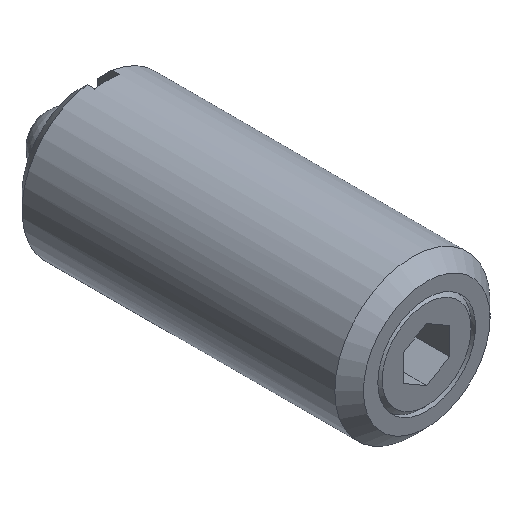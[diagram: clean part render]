
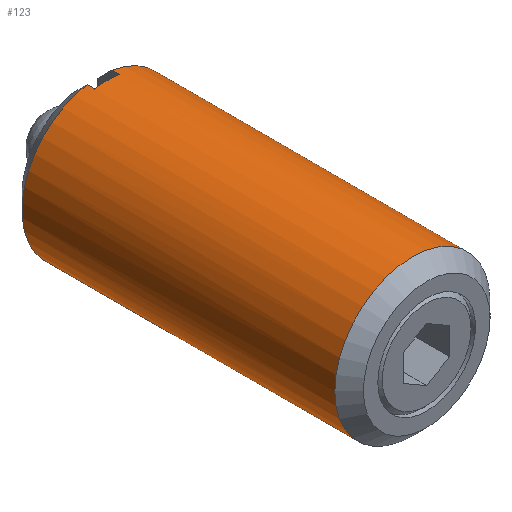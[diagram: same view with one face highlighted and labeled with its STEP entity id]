
A CAD part, isometric view. The second image highlights one B-rep face of the part: STEP entity #123.
In plain terms, the highlighted cylindrical face has radius 5 mm (diameter 10 mm), a full revolution.
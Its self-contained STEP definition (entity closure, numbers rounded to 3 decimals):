
#123 = ADVANCED_FACE( '', ( #285, #286 ), #287, .T. );
#285 = FACE_OUTER_BOUND( '', #481, .T. );
#286 = FACE_OUTER_BOUND( '', #482, .T. );
#287 = CYLINDRICAL_SURFACE( '', #483, 5. );
#481 = EDGE_LOOP( '', ( #775 ) );
#482 = EDGE_LOOP( '', ( #776, #777, #778, #779, #780, #781, #782, #783, #784, #785, #786, #787, #788, #789, #790, #791 ) );
#483 = AXIS2_PLACEMENT_3D( '', #792, #793, #794 );
#775 = ORIENTED_EDGE( '', *, *, #1175, .F. );
#776 = ORIENTED_EDGE( '', *, *, #1176, .F. );
#777 = ORIENTED_EDGE( '', *, *, #1177, .T. );
#778 = ORIENTED_EDGE( '', *, *, #1178, .T. );
#779 = ORIENTED_EDGE( '', *, *, #1179, .T. );
#780 = ORIENTED_EDGE( '', *, *, #1086, .T. );
#781 = ORIENTED_EDGE( '', *, *, #1180, .F. );
#782 = ORIENTED_EDGE( '', *, *, #1160, .F. );
#783 = ORIENTED_EDGE( '', *, *, #1181, .F. );
#784 = ORIENTED_EDGE( '', *, *, #1182, .T. );
#785 = ORIENTED_EDGE( '', *, *, #1183, .F. );
#786 = ORIENTED_EDGE( '', *, *, #1184, .F. );
#787 = ORIENTED_EDGE( '', *, *, #1185, .F. );
#788 = ORIENTED_EDGE( '', *, *, #1155, .T. );
#789 = ORIENTED_EDGE( '', *, *, #1186, .F. );
#790 = ORIENTED_EDGE( '', *, *, #1187, .F. );
#791 = ORIENTED_EDGE( '', *, *, #1102, .F. );
#792 = CARTESIAN_POINT( '', ( 0., 0., 0. ) );
#793 = DIRECTION( '', ( 0., 1., 0. ) );
#794 = DIRECTION( '', ( 0., 0., -1. ) );
#1086 = EDGE_CURVE( '', #1278, #1279, #1280, .T. );
#1102 = EDGE_CURVE( '', #1305, #1306, #1307, .F. );
#1155 = EDGE_CURVE( '', #1397, #1394, #1398, .T. );
#1160 = EDGE_CURVE( '', #1403, #1405, #1406, .T. );
#1175 = EDGE_CURVE( '', #1427, #1427, #1428, .T. );
#1176 = EDGE_CURVE( '', #1429, #1305, #1430, .T. );
#1177 = EDGE_CURVE( '', #1429, #1431, #1432, .F. );
#1178 = EDGE_CURVE( '', #1431, #1433, #1434, .F. );
#1179 = EDGE_CURVE( '', #1433, #1278, #1435, .F. );
#1180 = EDGE_CURVE( '', #1405, #1279, #1436, .F. );
#1181 = EDGE_CURVE( '', #1437, #1403, #1438, .T. );
#1182 = EDGE_CURVE( '', #1437, #1439, #1440, .T. );
#1183 = EDGE_CURVE( '', #1441, #1439, #1442, .F. );
#1184 = EDGE_CURVE( '', #1443, #1441, #1444, .T. );
#1185 = EDGE_CURVE( '', #1397, #1443, #1445, .T. );
#1186 = EDGE_CURVE( '', #1446, #1394, #1447, .F. );
#1187 = EDGE_CURVE( '', #1306, #1446, #1448, .F. );
#1278 = VERTEX_POINT( '', #1548 );
#1279 = VERTEX_POINT( '', #1549 );
#1280 = CIRCLE( '', #1550, 5. );
#1305 = VERTEX_POINT( '', #1593 );
#1306 = VERTEX_POINT( '', #1594 );
#1307 = LINE( '', #1595, #1596 );
#1394 = VERTEX_POINT( '', #1782 );
#1397 = VERTEX_POINT( '', #1788 );
#1398 = CIRCLE( '', #1789, 5. );
#1403 = VERTEX_POINT( '', #1797 );
#1405 = VERTEX_POINT( '', #1800 );
#1406 = CIRCLE( '', #1801, 5. );
#1427 = VERTEX_POINT( '', #1832 );
#1428 = CIRCLE( '', #1833, 5. );
#1429 = VERTEX_POINT( '', #1834 );
#1430 = CIRCLE( '', #1835, 5. );
#1431 = VERTEX_POINT( '', #1836 );
#1432 = LINE( '', #1837, #1838 );
#1433 = VERTEX_POINT( '', #1839 );
#1434 = LINE( '', #1840, #1841 );
#1435 = LINE( '', #1842, #1843 );
#1436 = LINE( '', #1844, #1845 );
#1437 = VERTEX_POINT( '', #1846 );
#1438 = LINE( '', #1847, #1848 );
#1439 = VERTEX_POINT( '', #1849 );
#1440 = CIRCLE( '', #1850, 5. );
#1441 = VERTEX_POINT( '', #1851 );
#1442 = LINE( '', #1852, #1853 );
#1443 = VERTEX_POINT( '', #1854 );
#1444 = CIRCLE( '', #1855, 5. );
#1445 = LINE( '', #1856, #1857 );
#1446 = VERTEX_POINT( '', #1858 );
#1447 = LINE( '', #1859, #1860 );
#1448 = LINE( '', #1861, #1862 );
#1548 = CARTESIAN_POINT( '', ( 4.97, 21.08, 0.55 ) );
#1549 = CARTESIAN_POINT( '', ( 0.8, 21.08, 4.936 ) );
#1550 = AXIS2_PLACEMENT_3D( '', #2046, #2047, #2048 );
#1593 = CARTESIAN_POINT( '', ( 4.97, 8.4, -0.55 ) );
#1594 = CARTESIAN_POINT( '', ( 4.97, 10., -0.55 ) );
#1595 = CARTESIAN_POINT( '', ( 4.97, 0., -0.55 ) );
#1596 = VECTOR( '', #2058, 1000. );
#1782 = CARTESIAN_POINT( '', ( 4.97, 21.08, -0.55 ) );
#1788 = CARTESIAN_POINT( '', ( 0.8, 21.08, -4.936 ) );
#1789 = AXIS2_PLACEMENT_3D( '', #2108, #2109, #2110 );
#1797 = CARTESIAN_POINT( '', ( -0.8, 20.6, 4.936 ) );
#1800 = CARTESIAN_POINT( '', ( 0.8, 20.6, 4.936 ) );
#1801 = AXIS2_PLACEMENT_3D( '', #2115, #2116, #2117 );
#1832 = CARTESIAN_POINT( '', ( 0., 0.92, -5. ) );
#1833 = AXIS2_PLACEMENT_3D( '', #2131, #2132, #2133 );
#1834 = CARTESIAN_POINT( '', ( 4.97, 8.4, 0.55 ) );
#1835 = AXIS2_PLACEMENT_3D( '', #2134, #2135, #2136 );
#1836 = CARTESIAN_POINT( '', ( 4.97, 10., 0.55 ) );
#1837 = CARTESIAN_POINT( '', ( 4.97, 0., 0.55 ) );
#1838 = VECTOR( '', #2137, 1000. );
#1839 = CARTESIAN_POINT( '', ( 4.97, 19., 0.55 ) );
#1840 = CARTESIAN_POINT( '', ( 4.97, 0., 0.55 ) );
#1841 = VECTOR( '', #2138, 1000. );
#1842 = CARTESIAN_POINT( '', ( 4.97, 0., 0.55 ) );
#1843 = VECTOR( '', #2139, 1000. );
#1844 = CARTESIAN_POINT( '', ( 0.8, 0., 4.936 ) );
#1845 = VECTOR( '', #2140, 1000. );
#1846 = CARTESIAN_POINT( '', ( -0.8, 21.08, 4.936 ) );
#1847 = CARTESIAN_POINT( '', ( -0.8, 0., 4.936 ) );
#1848 = VECTOR( '', #2141, 1000. );
#1849 = CARTESIAN_POINT( '', ( -0.8, 21.08, -4.936 ) );
#1850 = AXIS2_PLACEMENT_3D( '', #2142, #2143, #2144 );
#1851 = CARTESIAN_POINT( '', ( -0.8, 20.6, -4.936 ) );
#1852 = CARTESIAN_POINT( '', ( -0.8, 0., -4.936 ) );
#1853 = VECTOR( '', #2145, 1000. );
#1854 = CARTESIAN_POINT( '', ( 0.8, 20.6, -4.936 ) );
#1855 = AXIS2_PLACEMENT_3D( '', #2146, #2147, #2148 );
#1856 = CARTESIAN_POINT( '', ( 0.8, 0., -4.936 ) );
#1857 = VECTOR( '', #2149, 1000. );
#1858 = CARTESIAN_POINT( '', ( 4.97, 19., -0.55 ) );
#1859 = CARTESIAN_POINT( '', ( 4.97, 0., -0.55 ) );
#1860 = VECTOR( '', #2150, 1000. );
#1861 = CARTESIAN_POINT( '', ( 4.97, 0., -0.55 ) );
#1862 = VECTOR( '', #2151, 1000. );
#2046 = CARTESIAN_POINT( '', ( 0., 21.08, 0. ) );
#2047 = DIRECTION( '', ( 0., -1., 0. ) );
#2048 = DIRECTION( '', ( 0., 0., -1. ) );
#2058 = DIRECTION( '', ( 0., -1., 0. ) );
#2108 = CARTESIAN_POINT( '', ( 0., 21.08, 0. ) );
#2109 = DIRECTION( '', ( 0., -1., 0. ) );
#2110 = DIRECTION( '', ( 0., 0., -1. ) );
#2115 = CARTESIAN_POINT( '', ( 0., 20.6, 0. ) );
#2116 = DIRECTION( '', ( 0., 1., 0. ) );
#2117 = DIRECTION( '', ( 0., 0., 1. ) );
#2131 = CARTESIAN_POINT( '', ( 0., 0.92, 0. ) );
#2132 = DIRECTION( '', ( 0., -1., 0. ) );
#2133 = DIRECTION( '', ( 0., 0., -1. ) );
#2134 = CARTESIAN_POINT( '', ( 0., 8.4, 0. ) );
#2135 = DIRECTION( '', ( 0., 1., 0. ) );
#2136 = DIRECTION( '', ( 0., 0., 1. ) );
#2137 = DIRECTION( '', ( 0., -1., 0. ) );
#2138 = DIRECTION( '', ( 0., -1., 0. ) );
#2139 = DIRECTION( '', ( 0., -1., 0. ) );
#2140 = DIRECTION( '', ( 0., -1., 0. ) );
#2141 = DIRECTION( '', ( 0., -1., 0. ) );
#2142 = CARTESIAN_POINT( '', ( 0., 21.08, 0. ) );
#2143 = DIRECTION( '', ( 0., -1., 0. ) );
#2144 = DIRECTION( '', ( 0., 0., -1. ) );
#2145 = DIRECTION( '', ( 0., -1., 0. ) );
#2146 = CARTESIAN_POINT( '', ( 0., 20.6, 0. ) );
#2147 = DIRECTION( '', ( 0., 1., 0. ) );
#2148 = DIRECTION( '', ( 0., 0., 1. ) );
#2149 = DIRECTION( '', ( 0., -1., 0. ) );
#2150 = DIRECTION( '', ( 0., -1., 0. ) );
#2151 = DIRECTION( '', ( 0., -1., 0. ) );
